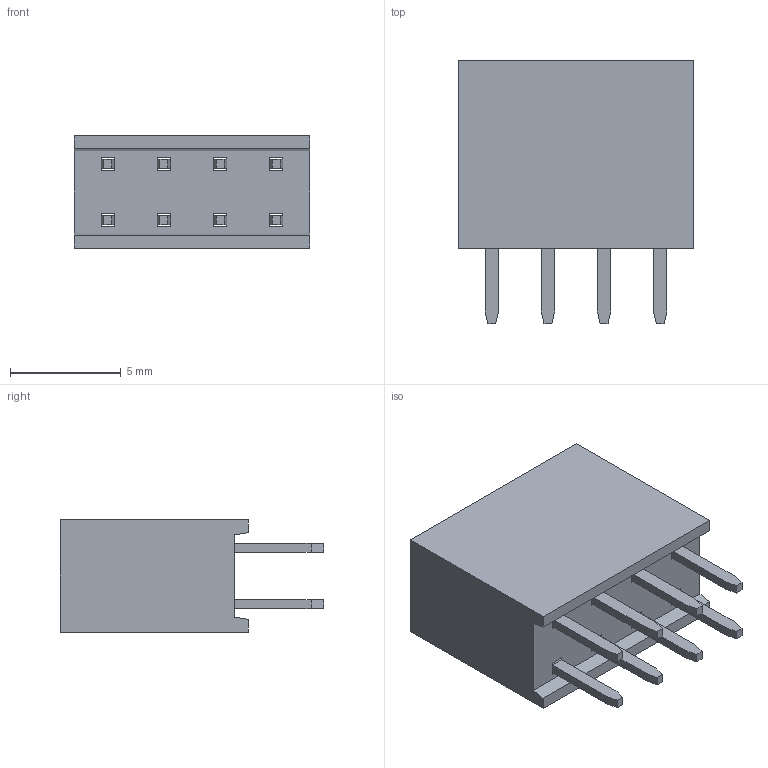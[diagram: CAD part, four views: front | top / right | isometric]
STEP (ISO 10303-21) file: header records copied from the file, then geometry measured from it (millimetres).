
FILE_DESCRIPTION (( 'STEP AP214' ), '1' );
FILE_NAME ('PPPC042LFBN-RC.STEP', '2022-08-11T04:33:31', ( '' ), ( '' ), 'SwSTEP 2.0', 'SolidWorks 2020', '' );
FILE_SCHEMA (( 'AUTOMOTIVE_DESIGN' ));
Length unit declared in the file: inch
Products named in the file (3): PPPC042LFBN-RC; 2 row tin body_04; 2 row tin pins
Assembly tree (5 placements, depth 2):
  PPPC042LFBN-RC
    2 row tin body_04
    2 row tin pins  x4
Bounding box: 10.67 x 11.91 x 5.08 mm (x, y, z)
Volume: 425.7 mm3; surface area: 713.7 mm2
Topology: 17 solids, 17 shells, 234 faces, 568 edges, 368 vertices
Faces by surface type: plane 194, cylinder 40
Entity records: 3481 total; most frequent: CARTESIAN_POINT 578, ORIENTED_EDGE 560, DIRECTION 544, EDGE_CURVE 280, LINE 260, VECTOR 260, VERTEX_POINT 176, AXIS2_PLACEMENT_3D 142
